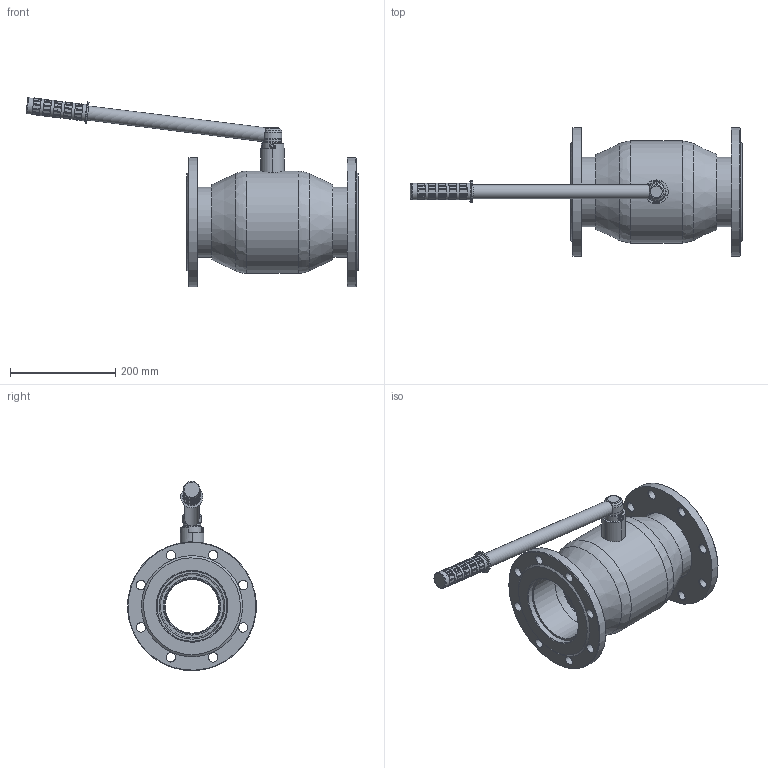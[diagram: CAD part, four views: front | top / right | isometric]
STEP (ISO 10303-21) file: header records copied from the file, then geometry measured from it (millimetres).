
FILE_DESCRIPTION(('TFLEX Exchange Step'),'2;1');
FILE_NAME('065N9629 - Кран шаровой Basic DN125.stp', '2024-11-20T12:44:03+03:00',('RUCO3608'),('Unknown organisation'),'TFLEX Exchange 2024.6','T-FLEX CAD','Unknown authorisation');
FILE_SCHEMA( ('AUTOMOTIVE_DESIGN { 1 0 10303 214 1 1 1 1 }') );
Length unit declared in the file: millimetre
Products named in the file (19): 21125022; 54125038; 50125428; 24125434; 24125435; 24125433; 24125430; 24125432; 24125438; 24125431; 24125423; 24125403; 24125400; 54125070; 24125427; 21125049-B; 24125406; 24125009-B2
Assembly tree (19 placements, depth 4):
  (unnamed)
    21125022
    54125038
    24125430
      50125428
      24125433
        24125434
        24125435
    24125432
    24125438
    24125431
    24125423
    24125403
    24125400
    54125070  x2
    24125427
    21125049-B
    24125406
    24125009-B2
Bounding box: 630.86 x 244.77 x 359.78 mm (x, y, z)
Volume: 2786408.6 mm3; surface area: 943520.7 mm2
Topology: 23 solids, 23 shells, 600 faces, 1467 edges, 954 vertices
Faces by surface type: plane 380, cylinder 108, cone 67, torus 41, sphere 2, bspline 2
Full cylindrical faces by diameter (mm): 10 x1, 10.3 x2, 18 x16, 21.2 x1, 24 x5, 24.1 x1, 25.5 x1, 26.8 x1, 28 x5, 30 x1, 31.9 x1, 34 x1, 36 x2, 36.6 x1, 41.9 x1, 104.1 x2, 107 x2, 107.1 x2, 120 x2, 123 x2, 124 x4, 125 x2, 128 x2, 133 x2, 134.5 x2, 182 x1, 194 x1, 245 x2
Entity records: 22595 total; most frequent: CARTESIAN_POINT 7445, DIRECTION 3246, ORIENTED_EDGE 2924, EDGE_CURVE 1462, AXIS2_PLACEMENT_3D 1205, VERTEX_POINT 953, VECTOR 836, LINE 836
